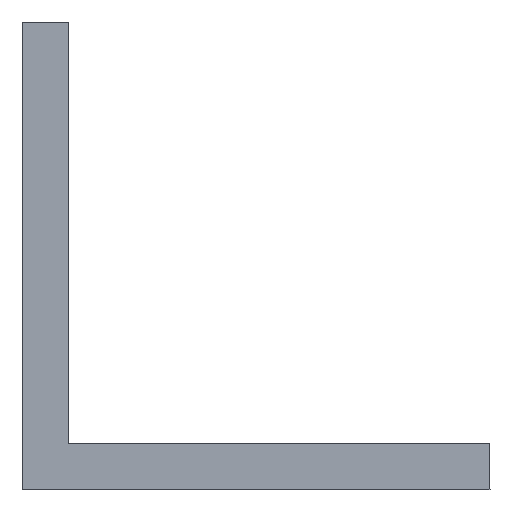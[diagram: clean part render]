
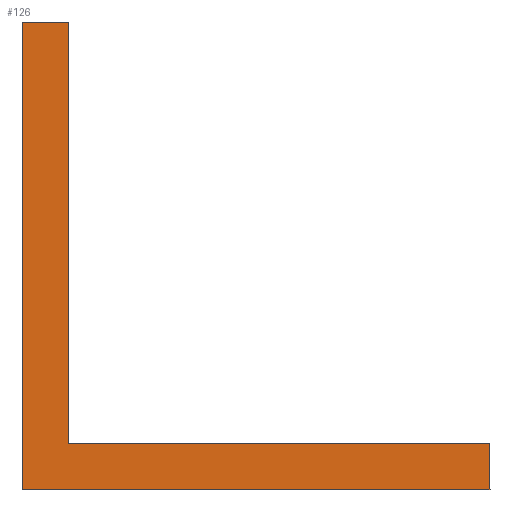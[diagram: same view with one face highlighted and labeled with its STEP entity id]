
A CAD part, front view. The second image highlights one B-rep face of the part: STEP entity #126.
In plain terms, the highlighted planar face has unit normal (0, -1, 0).
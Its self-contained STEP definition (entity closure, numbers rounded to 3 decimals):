
#1 = VECTOR ( 'NONE', #95, 1000. ) ;
#2 = EDGE_CURVE ( 'NONE', #239, #169, #233, .T. ) ;
#9 = ORIENTED_EDGE ( 'NONE', *, *, #256, .F. ) ;
#17 = CARTESIAN_POINT ( 'NONE',  ( -61.463, -121.836, -20. ) ) ;
#21 = FACE_OUTER_BOUND ( 'NONE', #143, .T. ) ;
#22 = ORIENTED_EDGE ( 'NONE', *, *, #232, .F. ) ;
#32 = CARTESIAN_POINT ( 'NONE',  ( -61.463, -121.836, -20. ) ) ;
#34 = CARTESIAN_POINT ( 'NONE',  ( -61.463, -121.836, 0. ) ) ;
#39 = EDGE_CURVE ( 'NONE', #217, #136, #249, .T. ) ;
#42 = ORIENTED_EDGE ( 'NONE', *, *, #39, .F. ) ;
#48 = ORIENTED_EDGE ( 'NONE', *, *, #193, .F. ) ;
#63 = AXIS2_PLACEMENT_3D ( 'NONE', #32, #263, #133 ) ;
#74 = PLANE ( 'NONE',  #63 ) ;
#75 = DIRECTION ( 'NONE',  ( 0., 0., 1. ) ) ;
#78 = VECTOR ( 'NONE', #75, 1000. ) ;
#82 = CARTESIAN_POINT ( 'NONE',  ( -59.463, -121.836, -18. ) ) ;
#85 = LINE ( 'NONE', #17, #78 ) ;
#95 = DIRECTION ( 'NONE',  ( 1., 0., 0. ) ) ;
#100 = CARTESIAN_POINT ( 'NONE',  ( -41.463, -121.836, -18. ) ) ;
#101 = DIRECTION ( 'NONE',  ( 1., 0., 0. ) ) ;
#104 = DIRECTION ( 'NONE',  ( 0., 0., -1. ) ) ;
#113 = ORIENTED_EDGE ( 'NONE', *, *, #179, .T. ) ;
#126 = ADVANCED_FACE ( 'NONE', ( #21 ), #74, .T. ) ;
#129 = CARTESIAN_POINT ( 'NONE',  ( -41.463, -121.836, -20. ) ) ;
#133 = DIRECTION ( 'NONE',  ( 0., 0., -1. ) ) ;
#135 = VERTEX_POINT ( 'NONE', #138 ) ;
#136 = VERTEX_POINT ( 'NONE', #139 ) ;
#138 = CARTESIAN_POINT ( 'NONE',  ( -61.463, -121.836, -20. ) ) ;
#139 = CARTESIAN_POINT ( 'NONE',  ( -59.463, -121.836, 0. ) ) ;
#141 = LINE ( 'NONE', #220, #196 ) ;
#143 = EDGE_LOOP ( 'NONE', ( #22, #9, #42, #48, #113, #162 ) ) ;
#144 = VECTOR ( 'NONE', #104, 1000. ) ;
#154 = CARTESIAN_POINT ( 'NONE',  ( -61.463, -121.836, 0. ) ) ;
#162 = ORIENTED_EDGE ( 'NONE', *, *, #2, .T. ) ;
#166 = LINE ( 'NONE', #201, #171 ) ;
#168 = VECTOR ( 'NONE', #254, 1000. ) ;
#169 = VERTEX_POINT ( 'NONE', #100 ) ;
#171 = VECTOR ( 'NONE', #260, 1000. ) ;
#179 = EDGE_CURVE ( 'NONE', #135, #239, #166, .T. ) ;
#182 = LINE ( 'NONE', #227, #144 ) ;
#193 = EDGE_CURVE ( 'NONE', #135, #217, #85, .T. ) ;
#196 = VECTOR ( 'NONE', #101, 1000. ) ;
#201 = CARTESIAN_POINT ( 'NONE',  ( -61.463, -121.836, -20. ) ) ;
#203 = CARTESIAN_POINT ( 'NONE',  ( -41.463, -121.836, -20. ) ) ;
#217 = VERTEX_POINT ( 'NONE', #34 ) ;
#220 = CARTESIAN_POINT ( 'NONE',  ( -41.463, -121.836, -18. ) ) ;
#227 = CARTESIAN_POINT ( 'NONE',  ( -59.463, -121.836, 0. ) ) ;
#232 = EDGE_CURVE ( 'NONE', #242, #169, #141, .T. ) ;
#233 = LINE ( 'NONE', #129, #168 ) ;
#239 = VERTEX_POINT ( 'NONE', #203 ) ;
#242 = VERTEX_POINT ( 'NONE', #82 ) ;
#249 = LINE ( 'NONE', #154, #1 ) ;
#254 = DIRECTION ( 'NONE',  ( 0., 0., 1. ) ) ;
#256 = EDGE_CURVE ( 'NONE', #136, #242, #182, .T. ) ;
#260 = DIRECTION ( 'NONE',  ( 1., 0., 0. ) ) ;
#263 = DIRECTION ( 'NONE',  ( 0., -1., 0. ) ) ;
